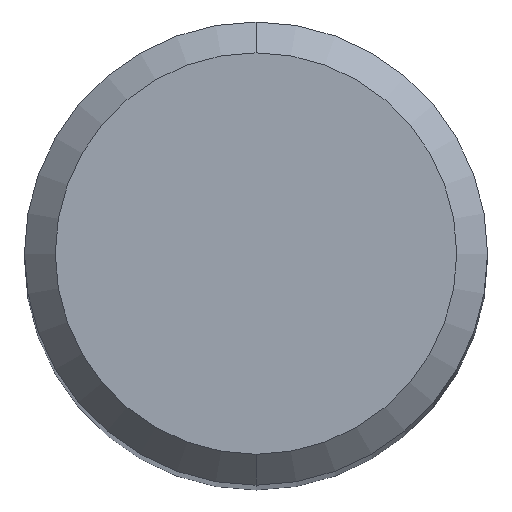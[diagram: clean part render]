
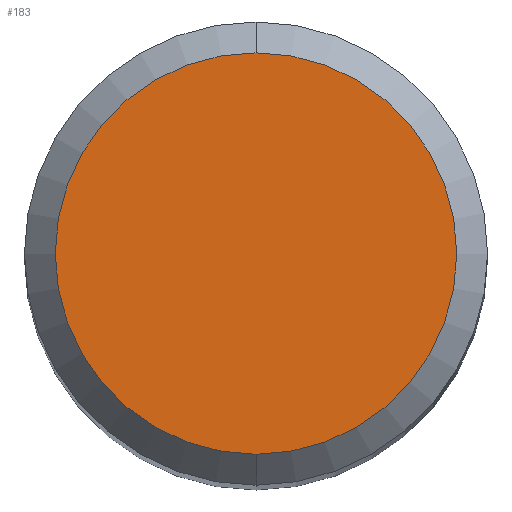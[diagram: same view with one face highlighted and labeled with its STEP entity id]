
A CAD part, top view. The second image highlights one B-rep face of the part: STEP entity #183.
In plain terms, the highlighted planar face has unit normal (0, 0, 1).
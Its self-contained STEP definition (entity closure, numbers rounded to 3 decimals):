
#183=ADVANCED_FACE('',(#491),#492,.T.);
#197=VERTEX_POINT('',#507);
#287=EDGE_CURVE('',#411,#197,#607,.T.);
#301=EDGE_CURVE('',#197,#411,#624,.T.);
#411=VERTEX_POINT('',#743);
#491=FACE_OUTER_BOUND('',#820,.T.);
#492=PLANE('',#821);
#507=CARTESIAN_POINT('',(0.,-2.6,0.0));
#607=CIRCLE('',#1029,2.6);
#624=CIRCLE('',#1051,2.6);
#743=CARTESIAN_POINT('',(0.0,2.6,0.0));
#820=EDGE_LOOP('',(#1451,#1452));
#821=AXIS2_PLACEMENT_3D('',#1453,#1454,#1455);
#1029=AXIS2_PLACEMENT_3D('',#1587,#1588,#1589);
#1051=AXIS2_PLACEMENT_3D('',#1625,#1626,#1627);
#1451=ORIENTED_EDGE('',*,*,#287,.F.);
#1452=ORIENTED_EDGE('',*,*,#301,.F.);
#1453=CARTESIAN_POINT('',(0.0,1.3,0.0));
#1454=DIRECTION('',(-0.0,0.0,1.0));
#1455=DIRECTION('',(0.0,-1.0,0.0));
#1587=CARTESIAN_POINT('',(0.0,0.0,0.0));
#1588=DIRECTION('',(0.0,0.0,-1.0));
#1589=DIRECTION('',(0.0,1.0,0.0));
#1625=CARTESIAN_POINT('',(0.0,0.0,0.0));
#1626=DIRECTION('',(0.0,0.0,-1.0));
#1627=DIRECTION('',(0.0,1.0,0.0));
